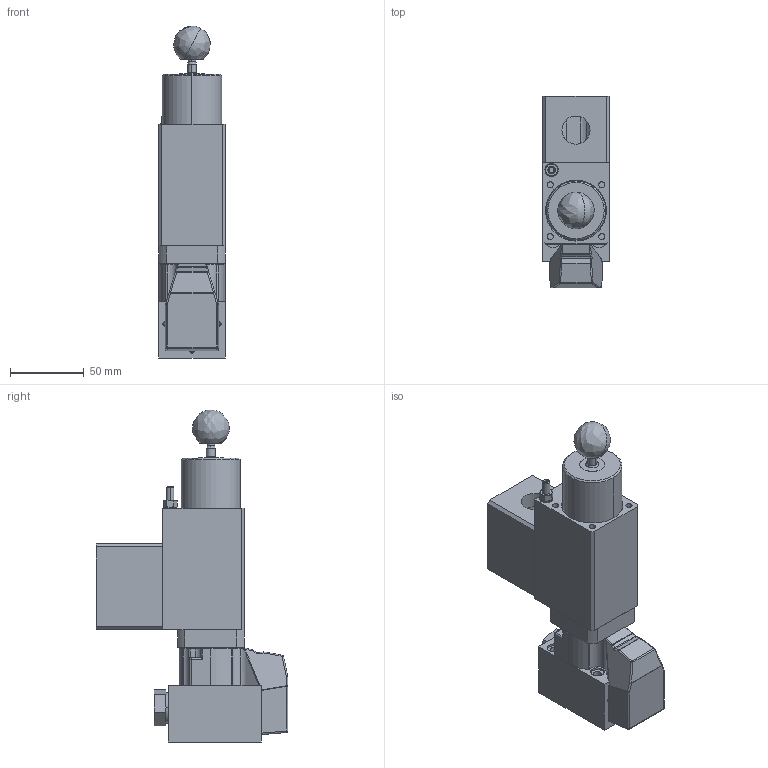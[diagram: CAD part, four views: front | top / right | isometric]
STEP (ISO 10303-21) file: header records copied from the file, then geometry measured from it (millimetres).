
FILE_DESCRIPTION (( 'STEP AP214' ), '1' );
FILE_NAME ('M3-SEW6-8007001.STEP', '2016-01-20T09:45:05', ( '' ), ( '' ), 'SwSTEP 2.0', 'SolidWorks 2012', '' );
FILE_SCHEMA (( 'AUTOMOTIVE_DESIGN' ));
Length unit declared in the file: millimetre
Products named in the file (1): M3-SEW6-8007001
Bounding box: 45 x 129.5 x 224.42 mm (x, y, z)
Volume: 431939.8 mm3; surface area: 120755.3 mm2
Topology: 17 solids, 17 shells, 756 faces, 1835 edges, 1109 vertices
Faces by surface type: cylinder 308, plane 177, bspline 145, cone 126
Entity records: 38228 total; most frequent: CARTESIAN_POINT 12865, ORIENTED_EDGE 3530, DIRECTION 3440, EDGE_CURVE 1765, AXIS2_PLACEMENT_3D 1359, VERTEX_POINT 1109, EDGE_LOOP 870, UNCERTAINTY_MEASURE_WITH_UNIT 775
